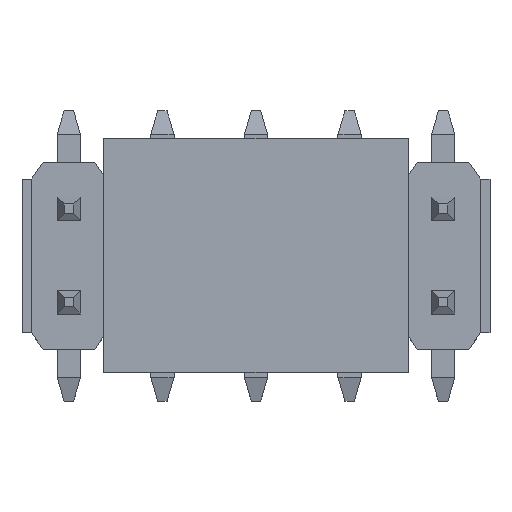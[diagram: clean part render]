
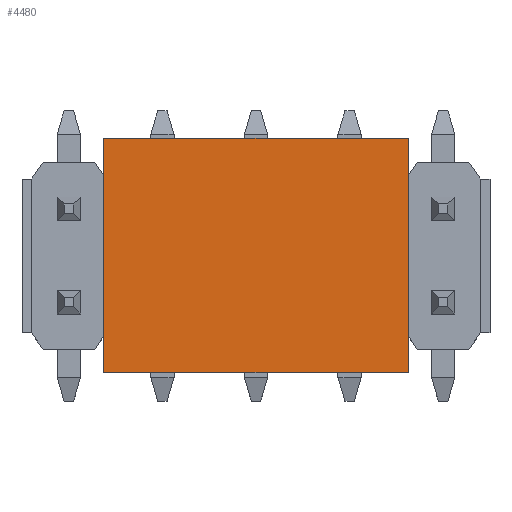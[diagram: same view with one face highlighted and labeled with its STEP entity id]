
A CAD part, top view. The second image highlights one B-rep face of the part: STEP entity #4480.
In plain terms, the highlighted planar face has unit normal (0, 0, 1).
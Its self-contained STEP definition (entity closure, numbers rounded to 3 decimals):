
#1215=ORIENTED_EDGE('',*,*,#1886,.T.);
#1216=ORIENTED_EDGE('',*,*,#1853,.F.);
#1217=ORIENTED_EDGE('',*,*,#1884,.F.);
#1218=ORIENTED_EDGE('',*,*,#1857,.T.);
#1853=EDGE_CURVE('',#2269,#2270,#2853,.T.);
#1857=EDGE_CURVE('',#2274,#2273,#2857,.T.);
#1884=EDGE_CURVE('',#2274,#2269,#2881,.T.);
#1886=EDGE_CURVE('',#2273,#2270,#2883,.T.);
#2269=VERTEX_POINT('',#6997);
#2270=VERTEX_POINT('',#6999);
#2273=VERTEX_POINT('',#7006);
#2274=VERTEX_POINT('',#7008);
#2853=LINE('',#6998,#3459);
#2857=LINE('',#7007,#3463);
#2881=LINE('',#7060,#3487);
#2883=LINE('',#7064,#3489);
#3459=VECTOR('',#5755,1000.);
#3463=VECTOR('',#5761,1000.);
#3487=VECTOR('',#5793,1000.);
#3489=VECTOR('',#5797,1000.);
#3763=EDGE_LOOP('',(#1215,#1216,#1217,#1218));
#4017=FACE_BOUND('',#3763,.T.);
#4249=PLANE('',#4765);
#4480=ADVANCED_FACE('',(#4017),#4249,.F.);
#4765=AXIS2_PLACEMENT_3D('',#7112,#5825,#5826);
#5755=DIRECTION('',(0.,1.,0.));
#5761=DIRECTION('',(0.,1.,0.));
#5793=DIRECTION('',(-1.,0.,0.));
#5797=DIRECTION('',(-1.,0.,0.));
#5825=DIRECTION('',(0.,0.,-1.));
#5826=DIRECTION('',(-1.,0.,0.));
#6997=CARTESIAN_POINT('',(-2.5,-3.25,2.25));
#6998=CARTESIAN_POINT('',(-2.5,-3.25,2.25));
#6999=CARTESIAN_POINT('',(-2.5,3.25,2.25));
#7006=CARTESIAN_POINT('',(2.5,3.25,2.25));
#7007=CARTESIAN_POINT('',(2.5,-3.25,2.25));
#7008=CARTESIAN_POINT('',(2.5,-3.25,2.25));
#7060=CARTESIAN_POINT('',(2.5,-3.25,2.25));
#7064=CARTESIAN_POINT('',(2.5,3.25,2.25));
#7112=CARTESIAN_POINT('',(2.5,-3.25,2.25));
